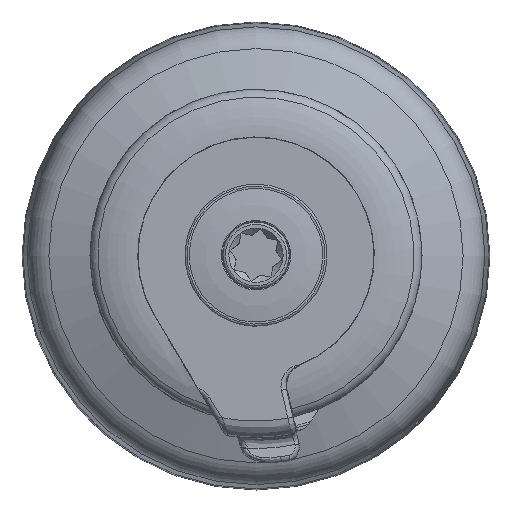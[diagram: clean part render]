
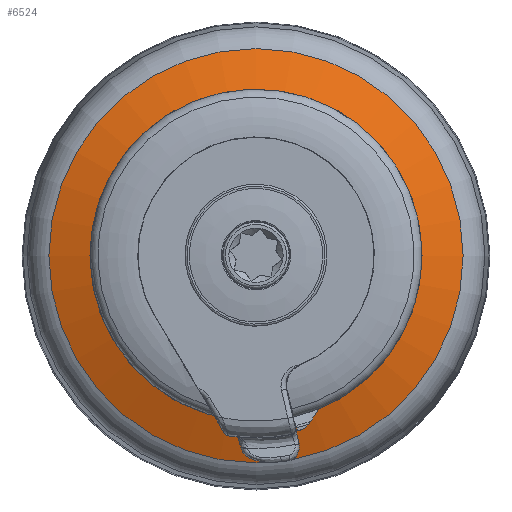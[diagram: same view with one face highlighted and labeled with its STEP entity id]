
A CAD part, top view. The second image highlights one B-rep face of the part: STEP entity #6524.
In plain terms, the highlighted conical face has half-angle 70 degrees and reference radius 82.83 mm.
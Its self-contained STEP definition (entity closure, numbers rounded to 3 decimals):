
#1440=FACE_BOUND('',#2301,.T.);
#1805=FACE_OUTER_BOUND('',#2300,.T.);
#2300=EDGE_LOOP('',(#5861));
#2301=EDGE_LOOP('',(#5862));
#2686=CIRCLE('',#7230,99.147);
#2687=CIRCLE('',#7232,71.844);
#3280=VERTEX_POINT('',#12406);
#3281=VERTEX_POINT('',#12409);
#4160=EDGE_CURVE('',#3280,#3280,#2686,.T.);
#4161=EDGE_CURVE('',#3281,#3281,#2687,.T.);
#5861=ORIENTED_EDGE('',*,*,#4160,.T.);
#5862=ORIENTED_EDGE('',*,*,#4161,.F.);
#6179=CONICAL_SURFACE('',#7231,82.83,70.);
#6524=ADVANCED_FACE('',(#1805,#1440),#6179,.T.);
#7230=AXIS2_PLACEMENT_3D('',#12407,#8922,#8923);
#7231=AXIS2_PLACEMENT_3D('',#12408,#8924,#8925);
#7232=AXIS2_PLACEMENT_3D('',#12410,#8926,#8927);
#8922=DIRECTION('center_axis',(0.,0.,
1.));
#8923=DIRECTION('ref_axis',(1.,0.,0.));
#8924=DIRECTION('center_axis',(0.,0.,
-1.));
#8925=DIRECTION('ref_axis',(1.,0.,0.));
#8926=DIRECTION('center_axis',(0.,0.,
1.));
#8927=DIRECTION('ref_axis',(1.,0.,0.));
#12406=CARTESIAN_POINT('',(99.147,0.,74.898));
#12407=CARTESIAN_POINT('Origin',(0.,0.,
74.898));
#12408=CARTESIAN_POINT('Origin',(0.,0.,
80.837));
#12409=CARTESIAN_POINT('',(71.844,0.,84.836));
#12410=CARTESIAN_POINT('Origin',(0.,0.,
84.836));
